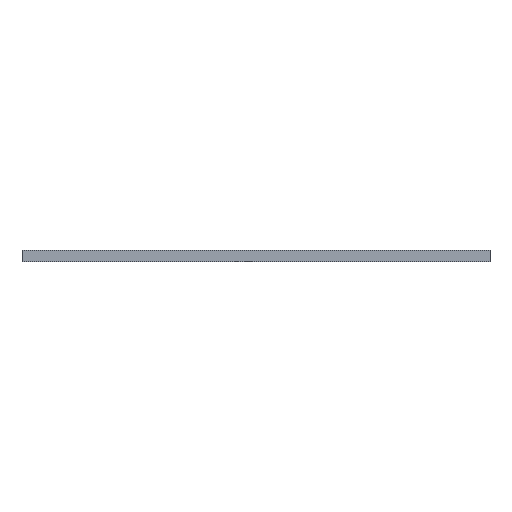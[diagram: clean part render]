
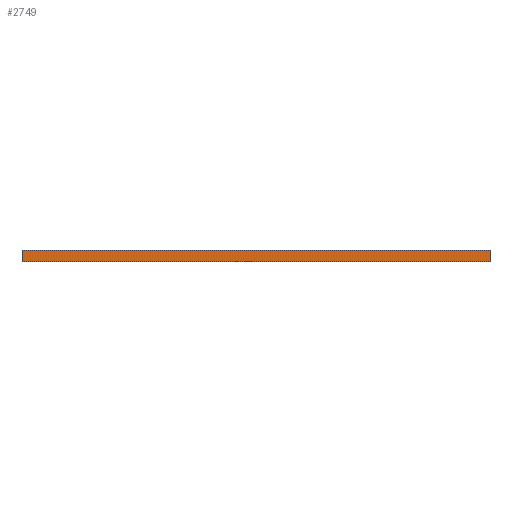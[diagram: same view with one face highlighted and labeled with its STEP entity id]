
A CAD part, front view. The second image highlights one B-rep face of the part: STEP entity #2749.
In plain terms, the highlighted planar face has unit normal (0, -1, 0).
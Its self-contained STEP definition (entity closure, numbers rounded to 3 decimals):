
#32 = PLANE('',#33);
#33 = AXIS2_PLACEMENT_3D('',#34,#35,#36);
#34 = CARTESIAN_POINT('',(5.,5.,0.));
#35 = DIRECTION('',(-0.,-0.,1.));
#36 = DIRECTION('',(-1.,0.,-0.));
#255 = VERTEX_POINT('',#256);
#256 = CARTESIAN_POINT('',(-10.,-20.,0.));
#270 = PLANE('',#271);
#271 = AXIS2_PLACEMENT_3D('',#272,#273,#274);
#272 = CARTESIAN_POINT('',(-10.,-7.5,0.));
#273 = DIRECTION('',(1.,0.,-0.));
#274 = DIRECTION('',(0.,-1.,0.));
#282 = EDGE_CURVE('',#283,#255,#285,.T.);
#283 = VERTEX_POINT('',#284);
#284 = CARTESIAN_POINT('',(90.,-20.,0.));
#285 = SURFACE_CURVE('',#286,(#290,#297),.PCURVE_S1.);
#286 = LINE('',#287,#288);
#287 = CARTESIAN_POINT('',(90.,-20.,0.));
#288 = VECTOR('',#289,1.);
#289 = DIRECTION('',(-1.,0.,0.));
#290 = PCURVE('',#32,#291);
#291 = DEFINITIONAL_REPRESENTATION('',(#292),#296);
#292 = LINE('',#293,#294);
#293 = CARTESIAN_POINT('',(-85.,25.));
#294 = VECTOR('',#295,1.);
#295 = DIRECTION('',(1.,0.));
#296 = ( GEOMETRIC_REPRESENTATION_CONTEXT(2) 
PARAMETRIC_REPRESENTATION_CONTEXT() REPRESENTATION_CONTEXT('2D SPACE',''
  ) );
#297 = PCURVE('',#298,#303);
#298 = PLANE('',#299);
#299 = AXIS2_PLACEMENT_3D('',#300,#301,#302);
#300 = CARTESIAN_POINT('',(-10.,-20.,0.));
#301 = DIRECTION('',(0.,1.,0.));
#302 = DIRECTION('',(0.,0.,1.));
#303 = DEFINITIONAL_REPRESENTATION('',(#304),#308);
#304 = LINE('',#305,#306);
#305 = CARTESIAN_POINT('',(0.,100.));
#306 = VECTOR('',#307,1.);
#307 = DIRECTION('',(0.,-1.));
#308 = ( GEOMETRIC_REPRESENTATION_CONTEXT(2) 
PARAMETRIC_REPRESENTATION_CONTEXT() REPRESENTATION_CONTEXT('2D SPACE',''
  ) );
#326 = PLANE('',#327);
#327 = AXIS2_PLACEMENT_3D('',#328,#329,#330);
#328 = CARTESIAN_POINT('',(90.,-7.5,0.));
#329 = DIRECTION('',(-1.,-0.,-0.));
#330 = DIRECTION('',(0.,1.,0.));
#2324 = PLANE('',#2325);
#2325 = AXIS2_PLACEMENT_3D('',#2326,#2327,#2328);
#2326 = CARTESIAN_POINT('',(5.,5.,2.5));
#2327 = DIRECTION('',(-0.,-0.,1.));
#2328 = DIRECTION('',(-1.,0.,-0.));
#2706 = VERTEX_POINT('',#2707);
#2707 = CARTESIAN_POINT('',(-10.,-20.,2.5));
#2728 = EDGE_CURVE('',#255,#2706,#2729,.T.);
#2729 = SURFACE_CURVE('',#2730,(#2734,#2741),.PCURVE_S1.);
#2730 = LINE('',#2731,#2732);
#2731 = CARTESIAN_POINT('',(-10.,-20.,0.));
#2732 = VECTOR('',#2733,1.);
#2733 = DIRECTION('',(0.,0.,1.));
#2734 = PCURVE('',#270,#2735);
#2735 = DEFINITIONAL_REPRESENTATION('',(#2736),#2740);
#2736 = LINE('',#2737,#2738);
#2737 = CARTESIAN_POINT('',(12.5,0.));
#2738 = VECTOR('',#2739,1.);
#2739 = DIRECTION('',(0.,-1.));
#2740 = ( GEOMETRIC_REPRESENTATION_CONTEXT(2) 
PARAMETRIC_REPRESENTATION_CONTEXT() REPRESENTATION_CONTEXT('2D SPACE',''
  ) );
#2741 = PCURVE('',#298,#2742);
#2742 = DEFINITIONAL_REPRESENTATION('',(#2743),#2747);
#2743 = LINE('',#2744,#2745);
#2744 = CARTESIAN_POINT('',(0.,0.));
#2745 = VECTOR('',#2746,1.);
#2746 = DIRECTION('',(1.,0.));
#2747 = ( GEOMETRIC_REPRESENTATION_CONTEXT(2) 
PARAMETRIC_REPRESENTATION_CONTEXT() REPRESENTATION_CONTEXT('2D SPACE',''
  ) );
#2749 = ADVANCED_FACE('',(#2750),#298,.F.);
#2750 = FACE_BOUND('',#2751,.F.);
#2751 = EDGE_LOOP('',(#2752,#2753,#2776,#2797));
#2752 = ORIENTED_EDGE('',*,*,#2728,.T.);
#2753 = ORIENTED_EDGE('',*,*,#2754,.F.);
#2754 = EDGE_CURVE('',#2755,#2706,#2757,.T.);
#2755 = VERTEX_POINT('',#2756);
#2756 = CARTESIAN_POINT('',(90.,-20.,2.5));
#2757 = SURFACE_CURVE('',#2758,(#2762,#2769),.PCURVE_S1.);
#2758 = LINE('',#2759,#2760);
#2759 = CARTESIAN_POINT('',(90.,-20.,2.5));
#2760 = VECTOR('',#2761,1.);
#2761 = DIRECTION('',(-1.,0.,0.));
#2762 = PCURVE('',#298,#2763);
#2763 = DEFINITIONAL_REPRESENTATION('',(#2764),#2768);
#2764 = LINE('',#2765,#2766);
#2765 = CARTESIAN_POINT('',(2.5,100.));
#2766 = VECTOR('',#2767,1.);
#2767 = DIRECTION('',(0.,-1.));
#2768 = ( GEOMETRIC_REPRESENTATION_CONTEXT(2) 
PARAMETRIC_REPRESENTATION_CONTEXT() REPRESENTATION_CONTEXT('2D SPACE',''
  ) );
#2769 = PCURVE('',#2324,#2770);
#2770 = DEFINITIONAL_REPRESENTATION('',(#2771),#2775);
#2771 = LINE('',#2772,#2773);
#2772 = CARTESIAN_POINT('',(-85.,25.));
#2773 = VECTOR('',#2774,1.);
#2774 = DIRECTION('',(1.,0.));
#2775 = ( GEOMETRIC_REPRESENTATION_CONTEXT(2) 
PARAMETRIC_REPRESENTATION_CONTEXT() REPRESENTATION_CONTEXT('2D SPACE',''
  ) );
#2776 = ORIENTED_EDGE('',*,*,#2777,.F.);
#2777 = EDGE_CURVE('',#283,#2755,#2778,.T.);
#2778 = SURFACE_CURVE('',#2779,(#2783,#2790),.PCURVE_S1.);
#2779 = LINE('',#2780,#2781);
#2780 = CARTESIAN_POINT('',(90.,-20.,0.));
#2781 = VECTOR('',#2782,1.);
#2782 = DIRECTION('',(0.,0.,1.));
#2783 = PCURVE('',#298,#2784);
#2784 = DEFINITIONAL_REPRESENTATION('',(#2785),#2789);
#2785 = LINE('',#2786,#2787);
#2786 = CARTESIAN_POINT('',(0.,100.));
#2787 = VECTOR('',#2788,1.);
#2788 = DIRECTION('',(1.,0.));
#2789 = ( GEOMETRIC_REPRESENTATION_CONTEXT(2) 
PARAMETRIC_REPRESENTATION_CONTEXT() REPRESENTATION_CONTEXT('2D SPACE',''
  ) );
#2790 = PCURVE('',#326,#2791);
#2791 = DEFINITIONAL_REPRESENTATION('',(#2792),#2796);
#2792 = LINE('',#2793,#2794);
#2793 = CARTESIAN_POINT('',(-12.5,0.));
#2794 = VECTOR('',#2795,1.);
#2795 = DIRECTION('',(-0.,-1.));
#2796 = ( GEOMETRIC_REPRESENTATION_CONTEXT(2) 
PARAMETRIC_REPRESENTATION_CONTEXT() REPRESENTATION_CONTEXT('2D SPACE',''
  ) );
#2797 = ORIENTED_EDGE('',*,*,#282,.T.);
